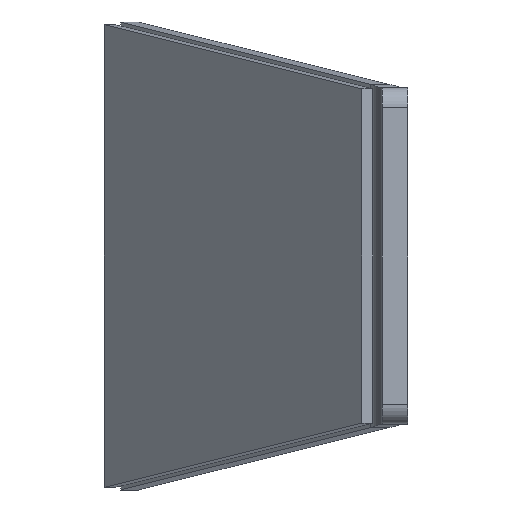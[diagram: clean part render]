
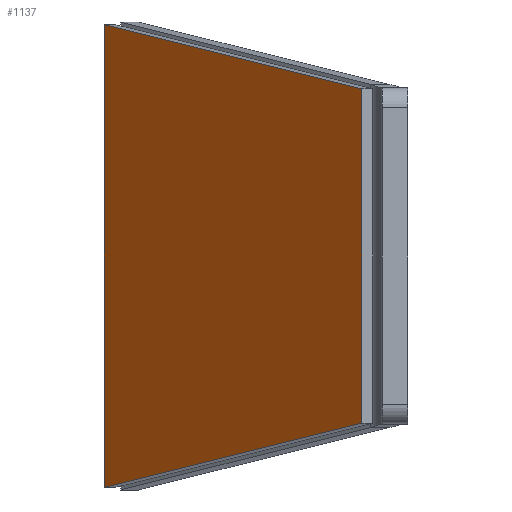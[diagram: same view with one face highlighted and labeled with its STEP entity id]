
A CAD part, left-side view. The second image highlights one B-rep face of the part: STEP entity #1137.
In plain terms, the highlighted planar face has unit normal (-0.707, 0.707, 0).
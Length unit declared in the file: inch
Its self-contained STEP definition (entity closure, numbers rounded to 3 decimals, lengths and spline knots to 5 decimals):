
#1 = CARTESIAN_POINT ( 'NONE',  ( 0.9591, 1.08815, 0.90551 ) ) ;
#33 = AXIS2_PLACEMENT_3D ( 'NONE', #762, #286, #478 ) ;
#38 = LINE ( 'NONE', #859, #85 ) ;
#80 = DIRECTION ( 'NONE',  ( 0., 0., -1. ) ) ;
#84 = FACE_OUTER_BOUND ( 'NONE', #314, .T. ) ;
#85 = VECTOR ( 'NONE', #120, 39.37008 ) ;
#120 = DIRECTION ( 'NONE',  ( 0., 0., 1. ) ) ;
#219 = CARTESIAN_POINT ( 'NONE',  ( -0.04867, 0.08038, 0.65421 ) ) ;
#225 = EDGE_CURVE ( 'NONE', #507, #855, #651, .T. ) ;
#247 = VECTOR ( 'NONE', #748, 39.37008 ) ;
#250 = VERTEX_POINT ( 'NONE', #744 ) ;
#286 = DIRECTION ( 'NONE',  ( 0.707, -0.707, 0. ) ) ;
#305 = CARTESIAN_POINT ( 'NONE',  ( 0.9591, 1.08815, -0.90551 ) ) ;
#314 = EDGE_LOOP ( 'NONE', ( #949, #697, #1212, #505 ) ) ;
#367 = LINE ( 'NONE', #647, #578 ) ;
#475 = VERTEX_POINT ( 'NONE', #1 ) ;
#478 = DIRECTION ( 'NONE',  ( 0.707, 0.707, 0. ) ) ;
#485 = EDGE_CURVE ( 'NONE', #855, #250, #38, .T. ) ;
#505 = ORIENTED_EDGE ( 'NONE', *, *, #965, .T. ) ;
#507 = VERTEX_POINT ( 'NONE', #305 ) ;
#578 = VECTOR ( 'NONE', #80, 39.37008 ) ;
#632 = VECTOR ( 'NONE', #975, 39.37008 ) ;
#647 = CARTESIAN_POINT ( 'NONE',  ( 0.9591, 1.08815, -0.90551 ) ) ;
#651 = LINE ( 'NONE', #924, #247 ) ;
#697 = ORIENTED_EDGE ( 'NONE', *, *, #485, .T. ) ;
#744 = CARTESIAN_POINT ( 'NONE',  ( -0.04867, 0.08038, 0.65421 ) ) ;
#748 = DIRECTION ( 'NONE',  ( -0.696, -0.696, 0.174 ) ) ;
#762 = CARTESIAN_POINT ( 'NONE',  ( 0.9591, 1.08815, -0.90551 ) ) ;
#838 = LINE ( 'NONE', #219, #632 ) ;
#855 = VERTEX_POINT ( 'NONE', #1007 ) ;
#859 = CARTESIAN_POINT ( 'NONE',  ( -0.04867, 0.08038, -0.65421 ) ) ;
#861 = PLANE ( 'NONE',  #33 ) ;
#924 = CARTESIAN_POINT ( 'NONE',  ( -0.04867, 0.08038, -0.65421 ) ) ;
#949 = ORIENTED_EDGE ( 'NONE', *, *, #225, .T. ) ;
#965 = EDGE_CURVE ( 'NONE', #475, #507, #367, .T. ) ;
#975 = DIRECTION ( 'NONE',  ( 0.696, 0.696, 0.174 ) ) ;
#1007 = CARTESIAN_POINT ( 'NONE',  ( -0.04867, 0.08038, -0.65421 ) ) ;
#1137 = ADVANCED_FACE ( 'NONE', ( #84 ), #861, .F. ) ;
#1205 = EDGE_CURVE ( 'NONE', #250, #475, #838, .T. ) ;
#1212 = ORIENTED_EDGE ( 'NONE', *, *, #1205, .T. ) ;
